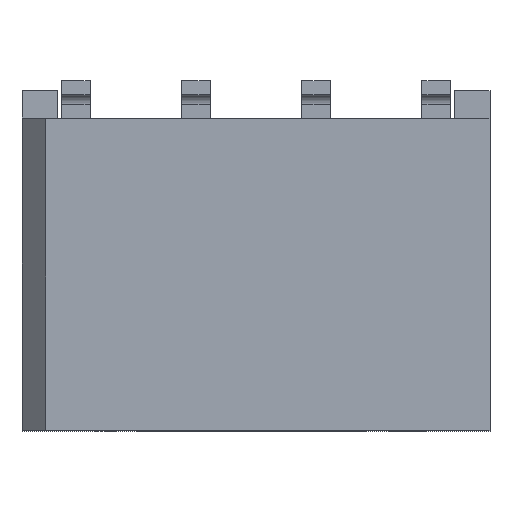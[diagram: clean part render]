
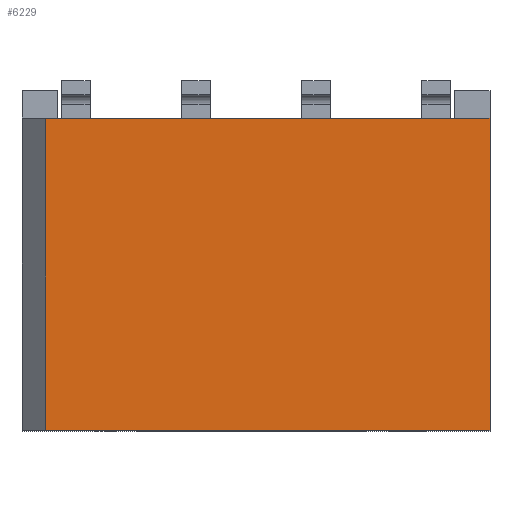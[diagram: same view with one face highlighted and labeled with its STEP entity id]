
A CAD part, top view. The second image highlights one B-rep face of the part: STEP entity #6229.
In plain terms, the highlighted planar face has unit normal (0, 0, 1).
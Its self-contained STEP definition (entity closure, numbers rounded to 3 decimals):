
#454=ORIENTED_EDGE('',*,*,#1568,.F.);
#455=ORIENTED_EDGE('',*,*,#1750,.T.);
#456=ORIENTED_EDGE('',*,*,#1699,.T.);
#457=ORIENTED_EDGE('',*,*,#1740,.T.);
#1568=EDGE_CURVE('',#2221,#2222,#2661,.T.);
#1699=EDGE_CURVE('',#2352,#2353,#2772,.T.);
#1740=EDGE_CURVE('',#2353,#2222,#2804,.T.);
#1750=EDGE_CURVE('',#2221,#2352,#2814,.T.);
#2221=VERTEX_POINT('',#7734);
#2222=VERTEX_POINT('',#7736);
#2352=VERTEX_POINT('',#8357);
#2353=VERTEX_POINT('',#8358);
#2661=LINE('',#7735,#3130);
#2772=LINE('',#8356,#3241);
#2804=LINE('',#8601,#3273);
#2814=LINE('',#8618,#3283);
#3130=VECTOR('',#6750,1000.);
#3241=VECTOR('',#6867,1000.);
#3273=VECTOR('',#6901,1000.);
#3283=VECTOR('',#6917,1000.);
#3629=EDGE_LOOP('',(#454,#455,#456,#457));
#3932=FACE_BOUND('',#3629,.T.);
#4208=PLANE('',#6494);
#6229=ADVANCED_FACE('',(#3932),#4208,.T.);
#6494=AXIS2_PLACEMENT_3D('',#8617,#6915,#6916);
#6750=DIRECTION('',(1.,0.,0.));
#6867=DIRECTION('',(1.,0.,0.));
#6901=DIRECTION('',(0.,1.,0.));
#6915=DIRECTION('',(0.,0.,1.));
#6916=DIRECTION('',(1.,0.,0.));
#6917=DIRECTION('',(0.,-1.,0.));
#7734=CARTESIAN_POINT('',(-4.45,3.3,5.63));
#7735=CARTESIAN_POINT('',(-4.95,3.3,5.63));
#7736=CARTESIAN_POINT('',(4.95,3.3,5.63));
#8356=CARTESIAN_POINT('',(-4.95,-3.3,5.63));
#8357=CARTESIAN_POINT('',(-4.45,-3.3,5.63));
#8358=CARTESIAN_POINT('',(4.95,-3.3,5.63));
#8601=CARTESIAN_POINT('',(4.95,-3.3,5.63));
#8617=CARTESIAN_POINT('',(-4.95,-3.3,5.63));
#8618=CARTESIAN_POINT('',(-4.45,-3.3,5.63));
